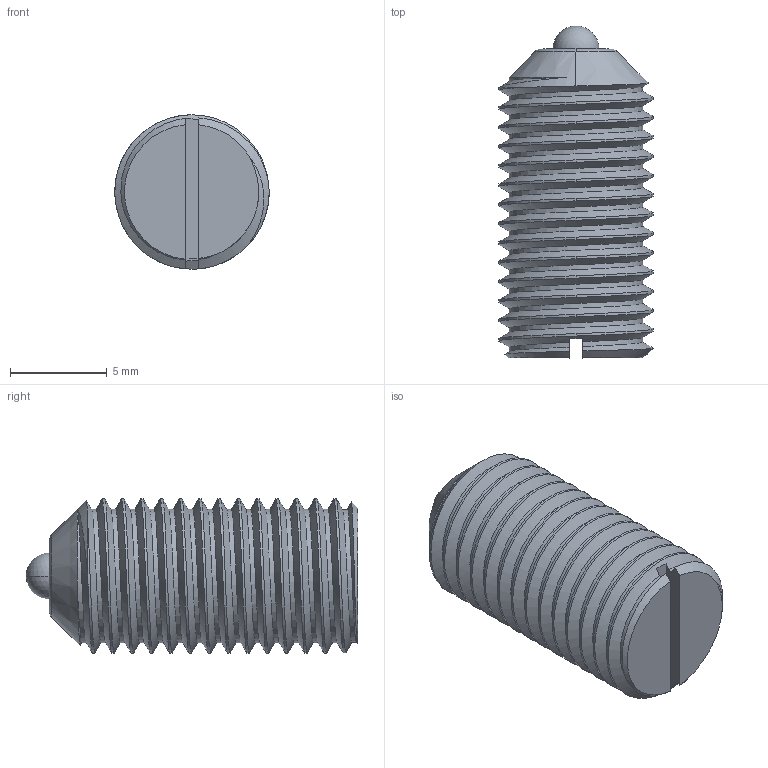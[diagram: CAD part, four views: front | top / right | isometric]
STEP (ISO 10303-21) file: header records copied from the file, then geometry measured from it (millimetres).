
FILE_DESCRIPTION (( 'STEP AP214' ), '1' );
FILE_NAME ('05270 Ball Stop Stainless Steel M8.STEP', '2026-01-05T22:38:58', ( '' ), ( '' ), 'SwSTEP 2.0', 'SolidWorks 2025', '' );
FILE_SCHEMA (( 'AUTOMOTIVE_DESIGN' ));
Length unit declared in the file: millimetre
Products named in the file (1): 05270 Ball Stop Stainless Steel M8
Bounding box: 8 x 17.19 x 8 mm (x, y, z)
Volume: 657.2 mm3; surface area: 650.1 mm2
Topology: 1 solids, 1 shells, 51 faces, 147 edges, 97 vertices
Faces by surface type: cylinder 28, bspline 8, plane 6, cone 5, torus 2, sphere 2
Entity records: 7523 total; most frequent: CARTESIAN_POINT 6452, ORIENTED_EDGE 286, DIRECTION 152, EDGE_CURVE 143, VERTEX_POINT 95, AXIS2_PLACEMENT_3D 59, EDGE_LOOP 52, ADVANCED_FACE 51
